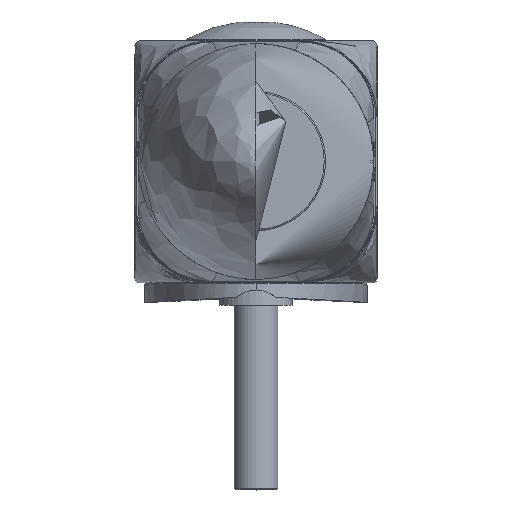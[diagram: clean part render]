
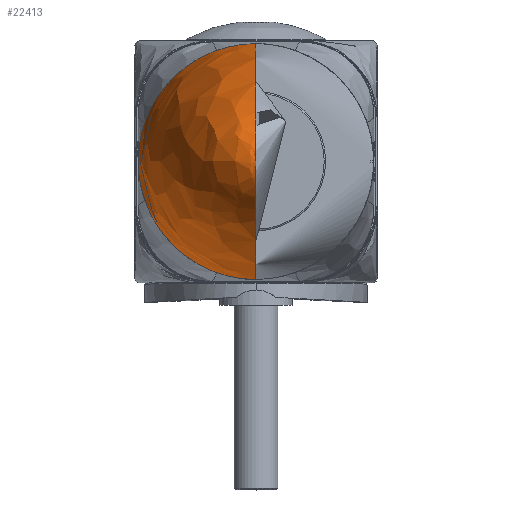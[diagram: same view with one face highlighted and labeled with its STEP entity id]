
A CAD part, top view. The second image highlights one B-rep face of the part: STEP entity #22413.
In plain terms, the highlighted free-form (B-spline) face has degree [3, 3] with [4, 4] control points.
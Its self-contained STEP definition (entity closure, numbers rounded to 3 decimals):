
#73=ELLIPSE('',#23747,260.366,81.859);
#74=ELLIPSE('',#23748,260.366,81.859);
#113=(
BOUNDED_SURFACE()
B_SPLINE_SURFACE(3,3,((#32939,#32940,#32941,#32942),(#32943,#32944,#32945,
#32946),(#32947,#32948,#32949,#32950),(#32951,#32952,#32953,#32954)),
 .UNSPECIFIED.,.F.,.F.,.F.)
B_SPLINE_SURFACE_WITH_KNOTS((4,4),(4,4),(0.,1.),(0.,1.),.UNSPECIFIED.)
GEOMETRIC_REPRESENTATION_ITEM()
RATIONAL_B_SPLINE_SURFACE(((1.,0.333,0.333,1.),
(0.849,0.283,0.283,0.849),
(0.849,0.283,0.283,0.849),
(1.,0.333,0.333,1.)))
REPRESENTATION_ITEM('')
SURFACE()
);
#6066=FACE_OUTER_BOUND('',#7405,.T.);
#7405=EDGE_LOOP('',(#15166,#15167,#15168));
#8866=CIRCLE('',#23665,80.25);
#9284=VERTEX_POINT('',#30906);
#9285=VERTEX_POINT('',#30907);
#9419=VERTEX_POINT('',#32632);
#11519=EDGE_CURVE('',#9284,#9285,#8866,.T.);
#11703=EDGE_CURVE('',#9285,#9419,#73,.T.);
#11704=EDGE_CURVE('',#9284,#9419,#74,.T.);
#15166=ORIENTED_EDGE('',*,*,#11519,.T.);
#15167=ORIENTED_EDGE('',*,*,#11703,.T.);
#15168=ORIENTED_EDGE('',*,*,#11704,.F.);
#22413=ADVANCED_FACE('',(#6066),#113,.T.);
#23665=AXIS2_PLACEMENT_3D('',#30908,#24926,#24927);
#23747=AXIS2_PLACEMENT_3D('',#32633,#25153,#25154);
#23748=AXIS2_PLACEMENT_3D('',#32634,#25155,#25156);
#24926=DIRECTION('center_axis',(0.,0.,
1.));
#24927=DIRECTION('ref_axis',(0.,1.,0.));
#25153=DIRECTION('center_axis',(-1.,0.,0.));
#25154=DIRECTION('ref_axis',(0.,0.,
-1.));
#25155=DIRECTION('center_axis',(1.,0.,0.));
#25156=DIRECTION('ref_axis',(0.,0.,
1.));
#30906=CARTESIAN_POINT('',(0.,80.25,370.982));
#30907=CARTESIAN_POINT('',(0.,-80.25,370.982));
#30908=CARTESIAN_POINT('Origin',(0.,0.,
370.982));
#32632=CARTESIAN_POINT('',(0.,0.,579.982));
#32633=CARTESIAN_POINT('Origin',(0.,0.,
319.616));
#32634=CARTESIAN_POINT('Origin',(0.,0.,
319.616));
#32939=CARTESIAN_POINT('Ctrl Pts',(0.,-80.25,
370.982));
#32940=CARTESIAN_POINT('Ctrl Pts',(-160.5,-80.25,
370.982));
#32941=CARTESIAN_POINT('Ctrl Pts',(-160.5,80.25,370.982));
#32942=CARTESIAN_POINT('Ctrl Pts',(0.,80.25,
370.982));
#32943=CARTESIAN_POINT('Ctrl Pts',(0.,-72.218,
497.939));
#32944=CARTESIAN_POINT('Ctrl Pts',(-144.435,-72.218,
497.939));
#32945=CARTESIAN_POINT('Ctrl Pts',(-144.435,72.218,497.939));
#32946=CARTESIAN_POINT('Ctrl Pts',(0.,72.218,
497.939));
#32947=CARTESIAN_POINT('Ctrl Pts',(0.,-40.715,
579.982));
#32948=CARTESIAN_POINT('Ctrl Pts',(-81.431,-40.715,
579.982));
#32949=CARTESIAN_POINT('Ctrl Pts',(-81.431,40.715,579.982));
#32950=CARTESIAN_POINT('Ctrl Pts',(0.,40.715,
579.982));
#32951=CARTESIAN_POINT('Ctrl Pts',(0.,0.,
579.982));
#32952=CARTESIAN_POINT('Ctrl Pts',(0.,0.,
579.982));
#32953=CARTESIAN_POINT('Ctrl Pts',(0.,0.,
579.982));
#32954=CARTESIAN_POINT('Ctrl Pts',(0.,0.,
579.982));
